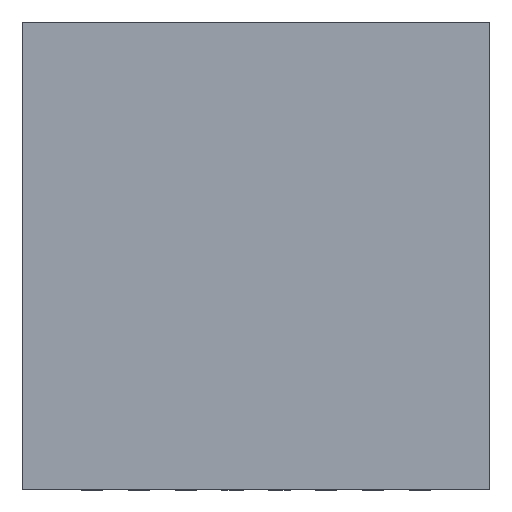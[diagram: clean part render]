
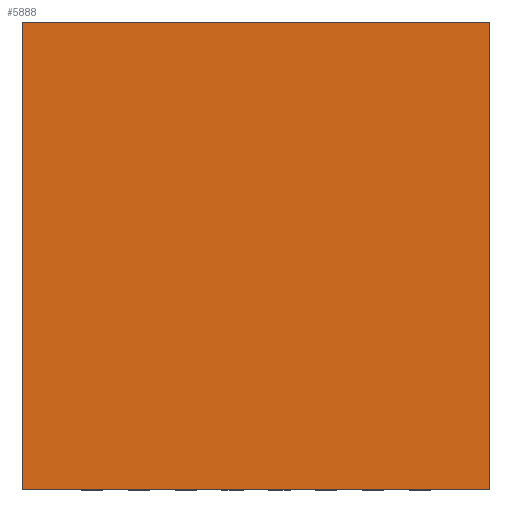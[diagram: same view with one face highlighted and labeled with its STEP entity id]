
A CAD part, top view. The second image highlights one B-rep face of the part: STEP entity #5888.
In plain terms, the highlighted planar face has unit normal (0, 0, 1).
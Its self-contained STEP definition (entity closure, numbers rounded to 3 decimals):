
#510=FACE_OUTER_BOUND('',#856,.T.);
#856=EDGE_LOOP('',(#4887,#4888,#4889,#4890));
#1365=LINE('',#9228,#2053);
#1399=LINE('',#9297,#2087);
#1518=LINE('',#9557,#2206);
#1543=LINE('',#9599,#2231);
#2053=VECTOR('',#7537,1000.);
#2087=VECTOR('',#7573,1000.);
#2206=VECTOR('',#7750,1000.);
#2231=VECTOR('',#7777,1000.);
#2692=VERTEX_POINT('',#9225);
#2693=VERTEX_POINT('',#9227);
#2726=VERTEX_POINT('',#9294);
#2727=VERTEX_POINT('',#9296);
#3382=EDGE_CURVE('',#2693,#2692,#1365,.T.);
#3416=EDGE_CURVE('',#2727,#2726,#1399,.T.);
#3562=EDGE_CURVE('',#2692,#2727,#1518,.T.);
#3587=EDGE_CURVE('',#2726,#2693,#1543,.T.);
#4887=ORIENTED_EDGE('',*,*,#3587,.T.);
#4888=ORIENTED_EDGE('',*,*,#3382,.T.);
#4889=ORIENTED_EDGE('',*,*,#3562,.T.);
#4890=ORIENTED_EDGE('',*,*,#3416,.T.);
#5570=PLANE('',#6396);
#5888=ADVANCED_FACE('',(#510),#5570,.T.);
#6396=AXIS2_PLACEMENT_3D('',#9618,#7789,#7790);
#7537=DIRECTION('',(0.,-1.,0.));
#7573=DIRECTION('',(0.,1.,0.));
#7750=DIRECTION('',(1.,0.,0.));
#7777=DIRECTION('',(-1.,0.,0.));
#7789=DIRECTION('center_axis',(0.,0.,1.));
#7790=DIRECTION('ref_axis',(0.,-1.,0.));
#9225=CARTESIAN_POINT('',(-2.5,-2.5,0.65));
#9227=CARTESIAN_POINT('',(-2.5,2.5,0.65));
#9228=CARTESIAN_POINT('',(-2.5,-2.5,0.65));
#9294=CARTESIAN_POINT('',(2.5,2.5,0.65));
#9296=CARTESIAN_POINT('',(2.5,-2.5,0.65));
#9297=CARTESIAN_POINT('',(2.5,-2.5,0.65));
#9557=CARTESIAN_POINT('',(2.5,-2.5,0.65));
#9599=CARTESIAN_POINT('',(2.5,2.5,0.65));
#9618=CARTESIAN_POINT('Origin',(0.,0.,0.65));
